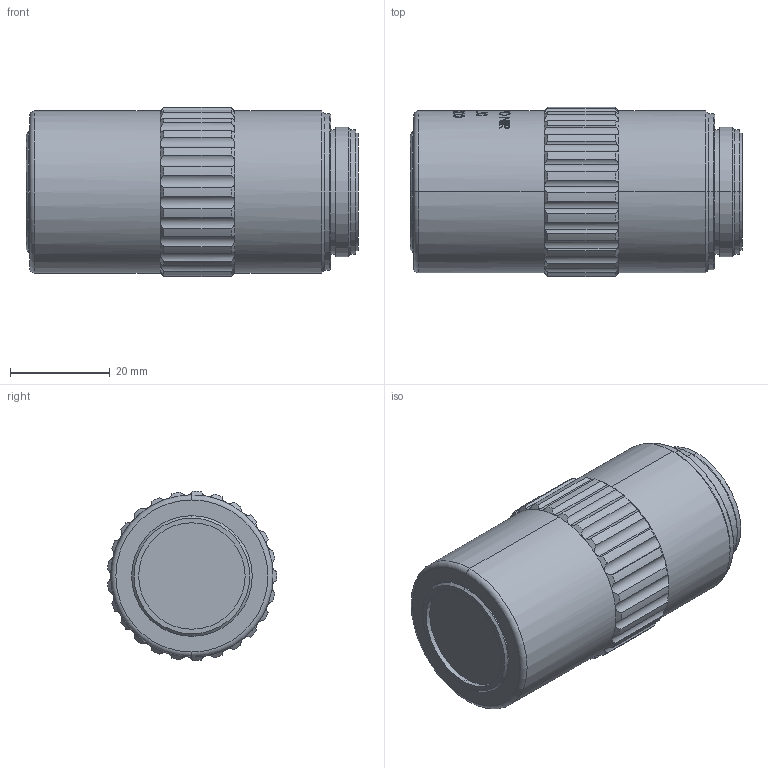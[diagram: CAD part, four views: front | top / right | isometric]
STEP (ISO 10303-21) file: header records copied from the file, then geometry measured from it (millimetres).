
FILE_DESCRIPTION (( 'STEP AP203' ), '1' );
FILE_NAME ('690014.STEP', '2022-03-23T09:36:51', ( '' ), ( '' ), 'SwSTEP 2.0', 'SolidWorks 2020', '' );
FILE_SCHEMA (( 'CONFIG_CONTROL_DESIGN' ));
Length unit declared in the file: millimetre
Products named in the file (1): 690014
Bounding box: 66.6 x 33.95 x 34 mm (x, y, z)
Volume: 53365.6 mm3; surface area: 8600.2 mm2
Topology: 1 solids, 1 shells, 462 faces, 1173 edges, 760 vertices
Faces by surface type: bspline 175, cylinder 118, plane 107, cone 60, torus 2
Entity records: 32580 total; most frequent: CARTESIAN_POINT 22993, ORIENTED_EDGE 2346, DIRECTION 1333, EDGE_CURVE 1173, VERTEX_POINT 760, B_SPLINE_CURVE_WITH_KNOTS 682, AXIS2_PLACEMENT_3D 554, EDGE_LOOP 509
